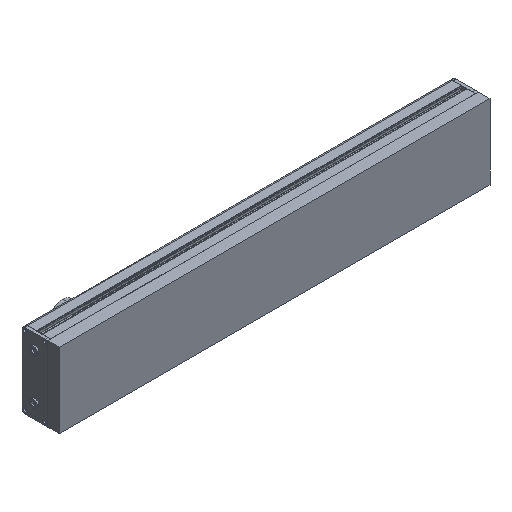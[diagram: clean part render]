
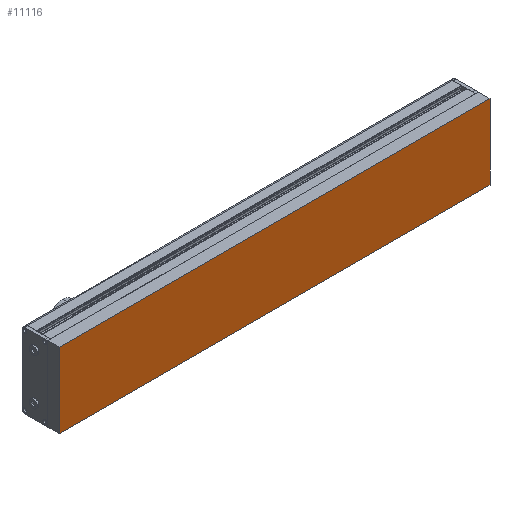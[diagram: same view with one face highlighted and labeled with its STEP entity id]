
A CAD part, isometric view. The second image highlights one B-rep face of the part: STEP entity #11116.
In plain terms, the highlighted planar face has unit normal (0, -1, 0).
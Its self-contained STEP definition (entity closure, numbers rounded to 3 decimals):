
#1 = ORIENTED_EDGE ( 'NONE', *, *, #7908, .T. ) ;
#447 = DIRECTION ( 'NONE',  ( 1., 0., 0. ) ) ;
#667 = EDGE_CURVE ( 'NONE', #5989, #5367, #7837, .T. ) ;
#1307 = DIRECTION ( 'NONE',  ( 0., -1., 0. ) ) ;
#1315 = VECTOR ( 'NONE', #1413, 1000. ) ;
#1413 = DIRECTION ( 'NONE',  ( 0., 0., -1. ) ) ;
#1681 = DIRECTION ( 'NONE',  ( 0., 0., 1. ) ) ;
#1853 = FACE_OUTER_BOUND ( 'NONE', #3583, .T. ) ;
#2260 = ORIENTED_EDGE ( 'NONE', *, *, #11338, .T. ) ;
#2464 = VERTEX_POINT ( 'NONE', #7223 ) ;
#2622 = LINE ( 'NONE', #3450, #10245 ) ;
#3103 = CARTESIAN_POINT ( 'NONE',  ( -374., -20., -65. ) ) ;
#3311 = CARTESIAN_POINT ( 'NONE',  ( 374., -20., -65. ) ) ;
#3450 = CARTESIAN_POINT ( 'NONE',  ( 374., -20., 65. ) ) ;
#3583 = EDGE_LOOP ( 'NONE', ( #2260, #8900, #1, #7136 ) ) ;
#4782 = CARTESIAN_POINT ( 'NONE',  ( 0., -20., 0. ) ) ;
#4963 = CARTESIAN_POINT ( 'NONE',  ( -374., -20., 65. ) ) ;
#5131 = VERTEX_POINT ( 'NONE', #10614 ) ;
#5367 = VERTEX_POINT ( 'NONE', #3311 ) ;
#5989 = VERTEX_POINT ( 'NONE', #8980 ) ;
#6692 = DIRECTION ( 'NONE',  ( -1., 0., 0. ) ) ;
#6742 = LINE ( 'NONE', #4963, #1315 ) ;
#7136 = ORIENTED_EDGE ( 'NONE', *, *, #8502, .T. ) ;
#7223 = CARTESIAN_POINT ( 'NONE',  ( -374., -20., 65. ) ) ;
#7522 = DIRECTION ( 'NONE',  ( 0., 0., -1. ) ) ;
#7589 = LINE ( 'NONE', #11195, #11172 ) ;
#7837 = LINE ( 'NONE', #3103, #9024 ) ;
#7908 = EDGE_CURVE ( 'NONE', #5367, #5131, #2622, .T. ) ;
#8502 = EDGE_CURVE ( 'NONE', #5131, #2464, #7589, .T. ) ;
#8677 = AXIS2_PLACEMENT_3D ( 'NONE', #4782, #1307, #7522 ) ;
#8900 = ORIENTED_EDGE ( 'NONE', *, *, #667, .T. ) ;
#8980 = CARTESIAN_POINT ( 'NONE',  ( -374., -20., -65. ) ) ;
#9010 = PLANE ( 'NONE',  #8677 ) ;
#9024 = VECTOR ( 'NONE', #447, 1000. ) ;
#10245 = VECTOR ( 'NONE', #1681, 1000. ) ;
#10614 = CARTESIAN_POINT ( 'NONE',  ( 374., -20., 65. ) ) ;
#11116 = ADVANCED_FACE ( 'NONE', ( #1853 ), #9010, .T. ) ;
#11172 = VECTOR ( 'NONE', #6692, 1000. ) ;
#11195 = CARTESIAN_POINT ( 'NONE',  ( -374., -20., 65. ) ) ;
#11338 = EDGE_CURVE ( 'NONE', #2464, #5989, #6742, .T. ) ;
